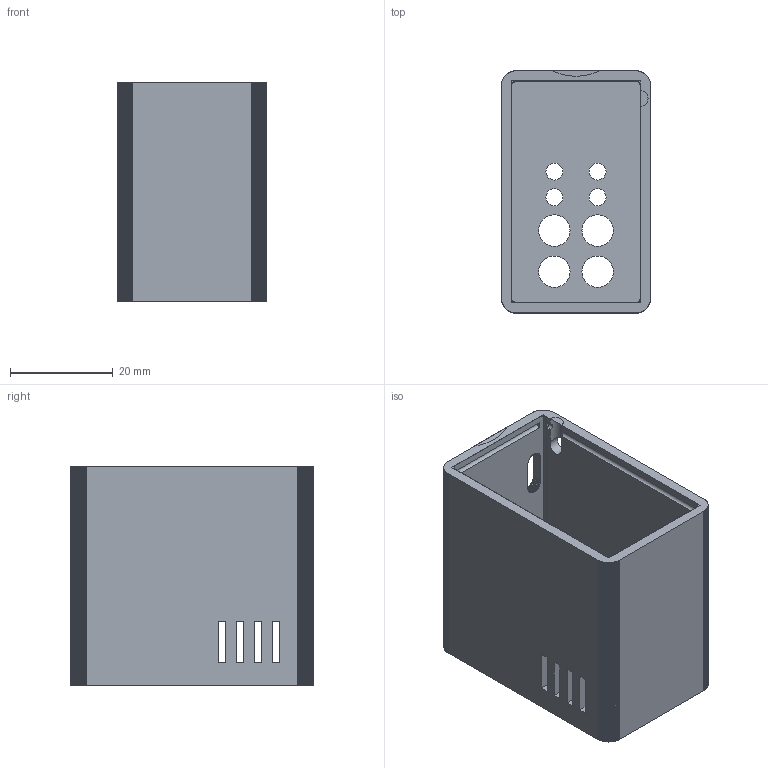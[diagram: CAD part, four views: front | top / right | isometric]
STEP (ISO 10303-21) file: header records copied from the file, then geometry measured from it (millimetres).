
FILE_DESCRIPTION(('FreeCAD Model'),'2;1');
FILE_NAME('Open CASCADE Shape Model','2025-04-14T08:48:45',(''),(''), 'Open CASCADE STEP processor 7.6','FreeCAD','Unknown');
FILE_SCHEMA(('AUTOMOTIVE_DESIGN { 1 0 10303 214 1 1 1 1 }'));
Length unit declared in the file: millimetre
Products named in the file (1): difference
Bounding box: 29.1 x 47.1 x 42.7 mm (x, y, z)
Volume: 13032.2 mm3; surface area: 14723.4 mm2
Topology: 1 solids, 1 shells, 382 faces, 1181 edges, 804 vertices
Faces by surface type: plane 363, cylinder 19
Full cylindrical faces by diameter (mm): 3.1 x1, 3.3 x4, 6.1 x4
Entity records: 28749 total; most frequent: CARTESIAN_POINT 6376, DIRECTION 3682, LINE 2813, VECTOR 2813, ORIENTED_EDGE 2362, PCURVE 2362, DEFINITIONAL_REPRESENTATION 2362, EDGE_CURVE 1181
